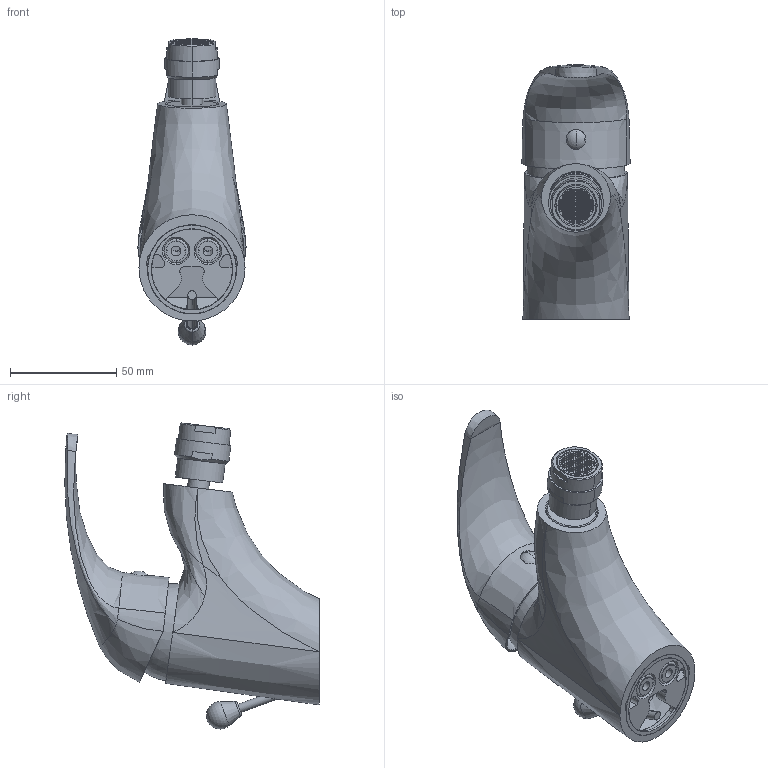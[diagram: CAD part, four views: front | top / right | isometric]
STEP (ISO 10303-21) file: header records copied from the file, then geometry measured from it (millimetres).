
FILE_DESCRIPTION((''),'2;1');
FILE_NAME('ND135CR','2021-11-10T10:01:54',('ut3'),('PAFFONI SpA'),'CREO PARAMETRIC BY PTC INC, 2020044','CREO PARAMETRIC BY PTC INC, 2020044','');
FILE_SCHEMA(('CONFIG_CONTROL_DESIGN','SHAPE_APPEARANCE_LAYERS_GROUPS'));
Products named in the file (1): ND135CR
Bounding box: 51 x 119.91 x 144.3 mm (x, y, z)
Volume: 163417.2 mm3; surface area: 92730.2 mm2
Topology: 4 solids, 5 shells, 2758 faces, 7961 edges, 5161 vertices
Faces by surface type: plane 2024, cylinder 403, torus 141, cone 88, bspline 62, sphere 23, extrusion 17
Entity records: 110736 total; most frequent: CARTESIAN_POINT 26564, ORIENTED_EDGE 15860, DIRECTION 14847, EDGE_CURVE 7930, VERTEX_POINT 5161, VECTOR 5083, LINE 5066, AXIS2_PLACEMENT_3D 4882
